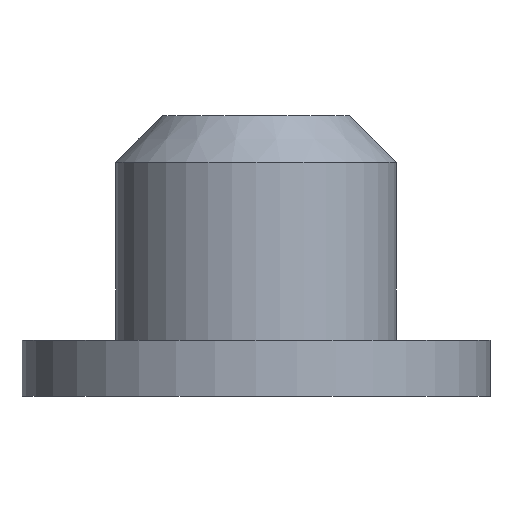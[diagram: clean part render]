
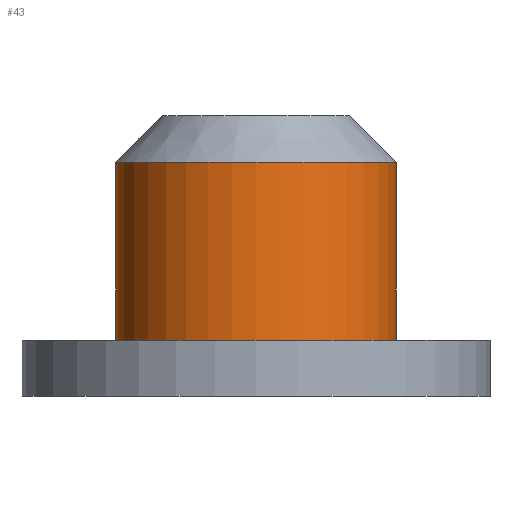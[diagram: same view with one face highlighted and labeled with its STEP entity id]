
A CAD part, left-side view. The second image highlights one B-rep face of the part: STEP entity #43.
In plain terms, the highlighted cylindrical face has radius 1.5 mm (diameter 3 mm), a partial arc.
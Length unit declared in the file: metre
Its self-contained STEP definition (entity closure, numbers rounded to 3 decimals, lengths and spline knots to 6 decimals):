
#43 = ADVANCED_FACE( '', ( #92 ), #93, .T. );
#92 = FACE_OUTER_BOUND( '', #145, .T. );
#93 = CYLINDRICAL_SURFACE( '', #146, 0.0015 );
#145 = EDGE_LOOP( '', ( #202, #203, #204, #205 ) );
#146 = AXIS2_PLACEMENT_3D( '', #206, #207, #208 );
#202 = ORIENTED_EDGE( '', *, *, #319, .F. );
#203 = ORIENTED_EDGE( '', *, *, #320, .T. );
#204 = ORIENTED_EDGE( '', *, *, #321, .T. );
#205 = ORIENTED_EDGE( '', *, *, #322, .T. );
#206 = CARTESIAN_POINT( '', ( 0.029114, 0.002858, 0.008645 ) );
#207 = DIRECTION( '', ( 0., 0., 1. ) );
#208 = DIRECTION( '', ( -1., 0., 0. ) );
#319 = EDGE_CURVE( '', #358, #372, #373, .T. );
#320 = EDGE_CURVE( '', #358, #374, #375, .F. );
#321 = EDGE_CURVE( '', #374, #376, #377, .T. );
#322 = EDGE_CURVE( '', #376, #372, #378, .T. );
#358 = VERTEX_POINT( '', #425 );
#372 = VERTEX_POINT( '', #444 );
#373 = LINE( '', #445, #446 );
#374 = VERTEX_POINT( '', #447 );
#375 = CIRCLE( '', #448, 0.0015 );
#376 = VERTEX_POINT( '', #449 );
#377 = LINE( '', #450, #451 );
#378 = CIRCLE( '', #452, 0.0015 );
#425 = CARTESIAN_POINT( '', ( 0.029114, 0.001358, 0.008145 ) );
#444 = CARTESIAN_POINT( '', ( 0.029114, 0.001358, 0.006245 ) );
#445 = CARTESIAN_POINT( '', ( 0.029114, 0.001358, 0.008645 ) );
#446 = VECTOR( '', #523, 1. );
#447 = CARTESIAN_POINT( '', ( 0.029114, 0.004358, 0.008145 ) );
#448 = AXIS2_PLACEMENT_3D( '', #524, #525, #526 );
#449 = CARTESIAN_POINT( '', ( 0.029114, 0.004358, 0.006245 ) );
#450 = CARTESIAN_POINT( '', ( 0.029114, 0.004358, 0.008645 ) );
#451 = VECTOR( '', #527, 1. );
#452 = AXIS2_PLACEMENT_3D( '', #528, #529, #530 );
#523 = DIRECTION( '', ( 0., 0., -1. ) );
#524 = CARTESIAN_POINT( '', ( 0.029114, 0.002858, 0.008145 ) );
#525 = DIRECTION( '', ( 0., 0., 1. ) );
#526 = DIRECTION( '', ( 1., 0., 0. ) );
#527 = DIRECTION( '', ( 0., 0., -1. ) );
#528 = CARTESIAN_POINT( '', ( 0.029114, 0.002858, 0.006245 ) );
#529 = DIRECTION( '', ( 0., 0., 1. ) );
#530 = DIRECTION( '', ( 1., 0., 0. ) );
